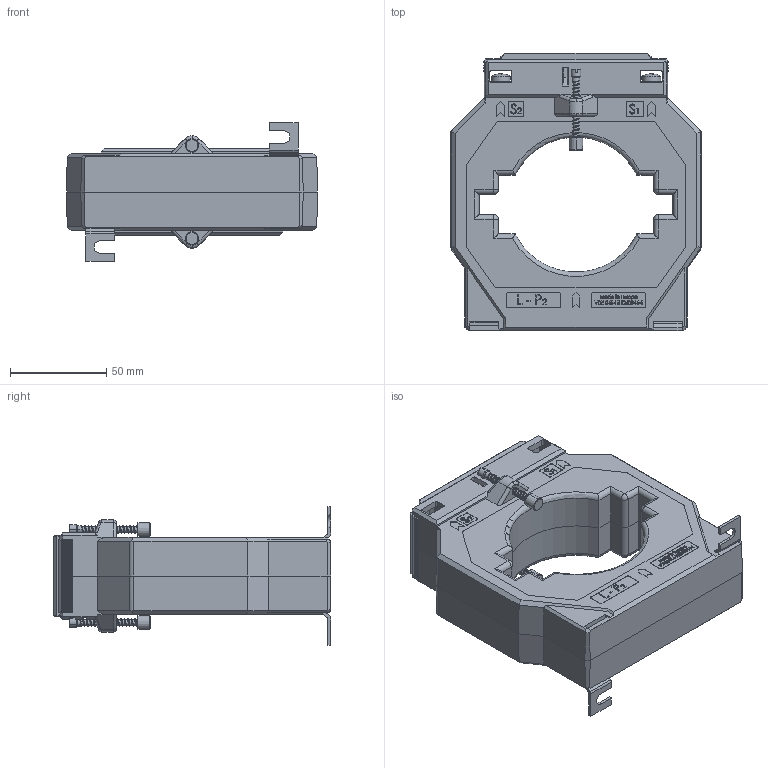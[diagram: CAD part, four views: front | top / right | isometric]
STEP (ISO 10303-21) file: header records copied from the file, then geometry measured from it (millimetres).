
FILE_DESCRIPTION (( 'STEP AP214' ), '1' );
FILE_NAME ('ASK101_4_kpl.STEP', '2011-11-02T08:29:33', ( ' ' ), ( '' ), 'SwSTEP 2.0', 'SolidWorks 2010', '' );
FILE_SCHEMA (( 'AUTOMOTIVE_DESIGN' ));
Length unit declared in the file: millimetre
Products named in the file (10): ASK101_4_Gehäuse-Unterteil_Halbschale_01; Fusswinkel_1,5; ASK101_4_Gehäuse-Unterteil; Verschlussklappe_38mm; Isolierschutzkappe; Plastite_Schraube_40_mit-Gewinde; MBS_WN-003_04_Klemme_WN-003_02; Linsenschraube DIN 7985 4.8 VZ M 5 x 10; ASK61.4-14_Plombierplatte; ASK101_4_kpl
Assembly tree (17 placements, depth 2):
  ASK101_4_kpl
    Fusswinkel_1,5  x2
    Plastite_Schraube_40_mit-Gewinde  x2
    Verschlussklappe_38mm  x2
    MBS_WN-003_04_Klemme_WN-003_02  x2
    Isolierschutzkappe  x2
    ASK101_4_Gehäuse-Unterteil
    ASK61.4-14_Plombierplatte
    Linsenschraube DIN 7985 4.8 VZ M 5 x 10  x4
    ASK101_4_Gehäuse-Unterteil_Halbschale_01
Bounding box: 130 x 144 x 72 mm (x, y, z)
Volume: 488160.6 mm3; surface area: 102945.9 mm2
Topology: 17 solids, 17 shells, 1927 faces, 5017 edges, 3248 vertices
Faces by surface type: plane 1247, bspline 322, cylinder 270, cone 48, torus 24, sphere 16
Entity records: 71460 total; most frequent: CARTESIAN_POINT 32661, ORIENTED_EDGE 8662, DIRECTION 6563, EDGE_CURVE 4331, LINE 3205, VECTOR 3205, VERTEX_POINT 2837, EDGE_LOOP 1778
